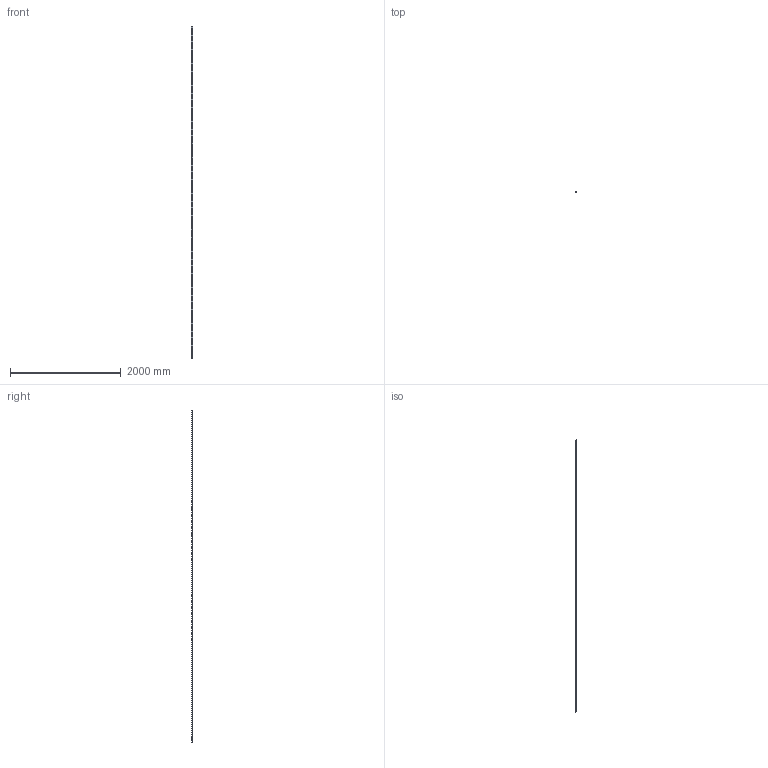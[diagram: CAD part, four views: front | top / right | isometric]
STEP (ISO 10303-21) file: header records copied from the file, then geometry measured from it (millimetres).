
FILE_DESCRIPTION (( 'STEP AP214' ), '1' );
FILE_NAME ('1119729_KSTP1.stp', '2018-07-27T08:00:46', ( '' ), ( '' ), 'SwSTEP 2.0', 'SolidWorks 2016', '' );
FILE_SCHEMA (( 'AUTOMOTIVE_DESIGN' ));
Length unit declared in the file: millimetre
Products named in the file (1): 1119729_KSTP1
Bounding box: 34.94 x 18 x 6000 mm (x, y, z)
Volume: 630913.9 mm3; surface area: 874650.7 mm2
Topology: 1 solids, 1 shells, 666 faces, 1903 edges, 1258 vertices
Faces by surface type: plane 351, cylinder 266, bspline 49
Entity records: 24606 total; most frequent: CARTESIAN_POINT 6532, ORIENTED_EDGE 3806, DIRECTION 3573, EDGE_CURVE 1903, VECTOR 1273, LINE 1273, VERTEX_POINT 1258, AXIS2_PLACEMENT_3D 1150
